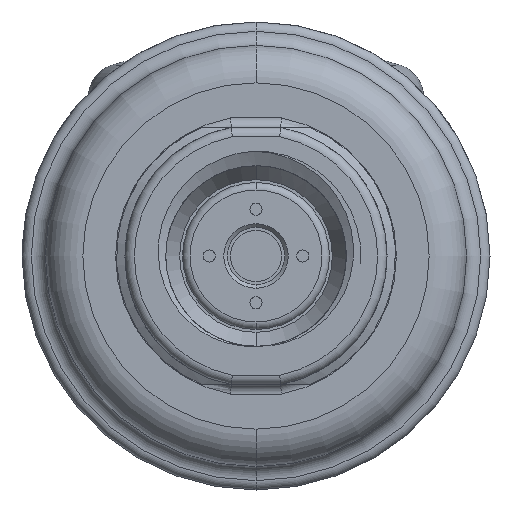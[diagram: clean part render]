
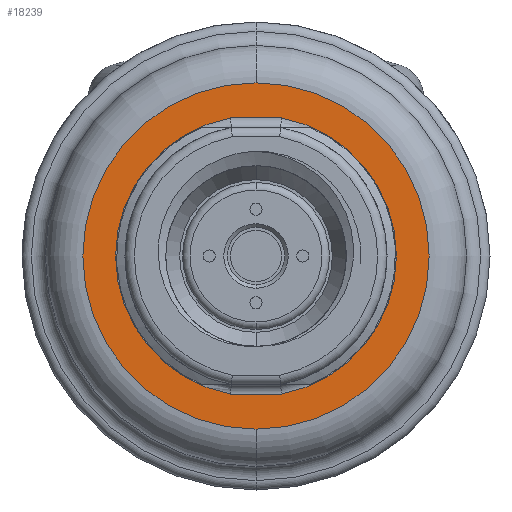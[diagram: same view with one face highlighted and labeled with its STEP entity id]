
A CAD part, front view. The second image highlights one B-rep face of the part: STEP entity #18239.
In plain terms, the highlighted planar face has unit normal (0, -1, 0).
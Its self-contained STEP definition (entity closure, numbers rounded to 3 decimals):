
#3907=CARTESIAN_POINT('',(0.,-3.,0.));
#3908=DIRECTION('',(0.,-1.,0.));
#3909=DIRECTION('',(0.,0.,-1.));
#3910=AXIS2_PLACEMENT_3D('',#3907,#3908,#3909);
#3912=CARTESIAN_POINT('',(0.,-3.,0.));
#3913=DIRECTION('',(0.,-1.,0.));
#3914=DIRECTION('',(0.,0.,1.));
#3915=AXIS2_PLACEMENT_3D('',#3912,#3913,#3914);
#3917=CARTESIAN_POINT('',(0.,-3.,0.));
#3918=DIRECTION('',(0.,-1.,0.));
#3919=DIRECTION('',(-0.182,0.,0.983));
#3920=AXIS2_PLACEMENT_3D('',#3917,#3918,#3919);
#3922=DIRECTION('',(1.,0.,0.));
#3923=VECTOR('',#3922,5.454);
#3924=CARTESIAN_POINT('',(-2.727,-3.,-14.75));
#3925=LINE('',#3924,#3923);
#3926=CARTESIAN_POINT('',(0.,-3.,0.));
#3927=DIRECTION('',(0.,-1.,0.));
#3928=DIRECTION('',(0.182,0.,-0.983));
#3929=AXIS2_PLACEMENT_3D('',#3926,#3927,#3928);
#3931=DIRECTION('',(-1.,0.,0.));
#3932=VECTOR('',#3931,5.454);
#3933=CARTESIAN_POINT('',(2.727,-3.,14.75));
#3934=LINE('',#3933,#3932);
#14829=CARTESIAN_POINT('',(-2.727,-3.,14.75));
#14830=CARTESIAN_POINT('',(-2.727,-3.,-14.75));
#14831=VERTEX_POINT('',#14829);
#14832=VERTEX_POINT('',#14830);
#14837=CARTESIAN_POINT('',(2.727,-3.,-14.75));
#14838=CARTESIAN_POINT('',(2.727,-3.,14.75));
#14839=VERTEX_POINT('',#14837);
#14840=VERTEX_POINT('',#14838);
#15089=CARTESIAN_POINT('',(0.,-3.,-18.5));
#15090=CARTESIAN_POINT('',(0.,-3.,18.5));
#15091=VERTEX_POINT('',#15089);
#15092=VERTEX_POINT('',#15090);
#18219=CARTESIAN_POINT('',(0.,-3.,0.));
#18220=DIRECTION('',(0.,-1.,0.));
#18221=DIRECTION('',(0.,0.,1.));
#18222=AXIS2_PLACEMENT_3D('',#18219,#18220,#18221);
#18223=PLANE('',#18222);
#18225=ORIENTED_EDGE('',*,*,#18224,.F.);
#18227=ORIENTED_EDGE('',*,*,#18226,.F.);
#18228=EDGE_LOOP('',(#18225,#18227));
#18229=FACE_OUTER_BOUND('',#18228,.F.);
#18230=ORIENTED_EDGE('',*,*,#18209,.T.);
#18232=ORIENTED_EDGE('',*,*,#18231,.T.);
#18234=ORIENTED_EDGE('',*,*,#18233,.T.);
#18236=ORIENTED_EDGE('',*,*,#18235,.T.);
#18237=EDGE_LOOP('',(#18230,#18232,#18234,#18236));
#18238=FACE_BOUND('',#18237,.F.);
#18239=ADVANCED_FACE('',(#18229,#18238),#18223,.T.);
#3911=CIRCLE('',#3910,18.5);
#3916=CIRCLE('',#3915,18.5);
#3921=CIRCLE('',#3920,15.);
#3930=CIRCLE('',#3929,15.);
#18209=EDGE_CURVE('',#14831,#14832,#3921,.T.);
#18224=EDGE_CURVE('',#15091,#15092,#3911,.T.);
#18226=EDGE_CURVE('',#15092,#15091,#3916,.T.);
#18231=EDGE_CURVE('',#14832,#14839,#3925,.T.);
#18233=EDGE_CURVE('',#14839,#14840,#3930,.T.);
#18235=EDGE_CURVE('',#14840,#14831,#3934,.T.);
